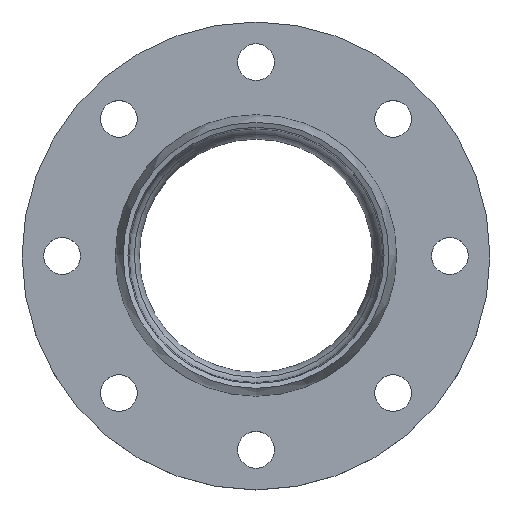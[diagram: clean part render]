
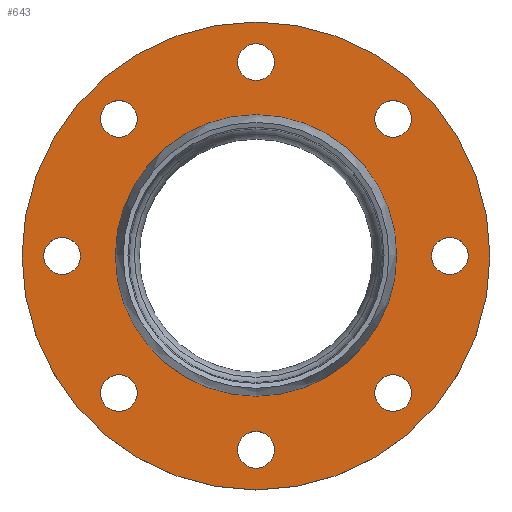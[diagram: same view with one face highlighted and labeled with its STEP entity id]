
A CAD part, top view. The second image highlights one B-rep face of the part: STEP entity #643.
In plain terms, the highlighted planar face has unit normal (0, 0, 1).
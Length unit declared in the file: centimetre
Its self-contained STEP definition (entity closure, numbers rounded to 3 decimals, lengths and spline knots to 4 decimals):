
#18=FACE_BOUND('',#181,.T.);
#19=FACE_BOUND('',#182,.T.);
#20=FACE_BOUND('',#183,.T.);
#21=FACE_BOUND('',#184,.T.);
#22=FACE_BOUND('',#185,.T.);
#23=FACE_BOUND('',#186,.T.);
#24=FACE_BOUND('',#187,.T.);
#25=FACE_BOUND('',#188,.T.);
#26=FACE_BOUND('',#189,.T.);
#36=PLANE('',#747);
#145=FACE_OUTER_BOUND('',#180,.T.);
#180=EDGE_LOOP('',(#583));
#181=EDGE_LOOP('',(#584));
#182=EDGE_LOOP('',(#585));
#183=EDGE_LOOP('',(#586));
#184=EDGE_LOOP('',(#587));
#185=EDGE_LOOP('',(#588));
#186=EDGE_LOOP('',(#589));
#187=EDGE_LOOP('',(#590));
#188=EDGE_LOOP('',(#591));
#189=EDGE_LOOP('',(#592));
#252=CIRCLE('',#721,5.5);
#254=CIRCLE('',#724,5.5);
#256=CIRCLE('',#727,5.5);
#258=CIRCLE('',#730,5.5);
#260=CIRCLE('',#733,5.5);
#262=CIRCLE('',#736,5.5);
#264=CIRCLE('',#739,5.5);
#266=CIRCLE('',#742,5.5);
#268=CIRCLE('',#745,70.);
#270=CIRCLE('',#748,38.7);
#311=VERTEX_POINT('',#1215);
#313=VERTEX_POINT('',#1221);
#315=VERTEX_POINT('',#1227);
#317=VERTEX_POINT('',#1233);
#319=VERTEX_POINT('',#1239);
#321=VERTEX_POINT('',#1245);
#323=VERTEX_POINT('',#1251);
#325=VERTEX_POINT('',#1257);
#327=VERTEX_POINT('',#1263);
#329=VERTEX_POINT('',#1269);
#393=EDGE_CURVE('',#311,#311,#252,.T.);
#396=EDGE_CURVE('',#313,#313,#254,.T.);
#399=EDGE_CURVE('',#315,#315,#256,.T.);
#402=EDGE_CURVE('',#317,#317,#258,.T.);
#405=EDGE_CURVE('',#319,#319,#260,.T.);
#408=EDGE_CURVE('',#321,#321,#262,.T.);
#411=EDGE_CURVE('',#323,#323,#264,.T.);
#414=EDGE_CURVE('',#325,#325,#266,.T.);
#417=EDGE_CURVE('',#327,#327,#268,.T.);
#420=EDGE_CURVE('',#329,#329,#270,.T.);
#583=ORIENTED_EDGE('',*,*,#417,.T.);
#584=ORIENTED_EDGE('',*,*,#393,.T.);
#585=ORIENTED_EDGE('',*,*,#396,.T.);
#586=ORIENTED_EDGE('',*,*,#399,.T.);
#587=ORIENTED_EDGE('',*,*,#402,.T.);
#588=ORIENTED_EDGE('',*,*,#405,.T.);
#589=ORIENTED_EDGE('',*,*,#408,.T.);
#590=ORIENTED_EDGE('',*,*,#411,.T.);
#591=ORIENTED_EDGE('',*,*,#414,.T.);
#592=ORIENTED_EDGE('',*,*,#420,.F.);
#643=ADVANCED_FACE('',(#145,#18,#19,#20,#21,#22,#23,#24,#25,#26),#36,.T.);
#721=AXIS2_PLACEMENT_3D('',#1216,#910,#911);
#724=AXIS2_PLACEMENT_3D('',#1222,#917,#918);
#727=AXIS2_PLACEMENT_3D('',#1228,#924,#925);
#730=AXIS2_PLACEMENT_3D('',#1234,#931,#932);
#733=AXIS2_PLACEMENT_3D('',#1240,#938,#939);
#736=AXIS2_PLACEMENT_3D('',#1246,#945,#946);
#739=AXIS2_PLACEMENT_3D('',#1252,#952,#953);
#742=AXIS2_PLACEMENT_3D('',#1258,#959,#960);
#745=AXIS2_PLACEMENT_3D('',#1264,#966,#967);
#747=AXIS2_PLACEMENT_3D('',#1268,#971,#972);
#748=AXIS2_PLACEMENT_3D('',#1270,#973,#974);
#910=DIRECTION('center_axis',(0.,0.,
-1.));
#911=DIRECTION('ref_axis',(0.,-1.,0.));
#917=DIRECTION('center_axis',(0.,0.,
-1.));
#918=DIRECTION('ref_axis',(1.,0.,0.));
#924=DIRECTION('center_axis',(0.,0.,
-1.));
#925=DIRECTION('ref_axis',(-1.,0.,0.));
#931=DIRECTION('center_axis',(0.,0.,
-1.));
#932=DIRECTION('ref_axis',(0.,1.,0.));
#938=DIRECTION('center_axis',(0.,0.,
-1.));
#939=DIRECTION('ref_axis',(-0.707,0.707,0.));
#945=DIRECTION('center_axis',(0.,0.,
-1.));
#946=DIRECTION('ref_axis',(0.707,0.707,0.));
#952=DIRECTION('center_axis',(0.,0.,
-1.));
#953=DIRECTION('ref_axis',(0.707,-0.707,0.));
#959=DIRECTION('center_axis',(0.,0.,
-1.));
#960=DIRECTION('ref_axis',(-0.707,-0.707,0.));
#966=DIRECTION('center_axis',(0.,0.,1.));
#967=DIRECTION('ref_axis',(1.,0.,0.));
#971=DIRECTION('center_axis',(0.,0.,1.));
#972=DIRECTION('ref_axis',(0.,-1.,0.));
#973=DIRECTION('center_axis',(0.,0.,1.));
#974=DIRECTION('ref_axis',(1.,0.,0.));
#1215=CARTESIAN_POINT('',(193.4102,218.7158,-43.5));
#1216=CARTESIAN_POINT('Origin',(193.4102,213.2158,-43.5));
#1221=CARTESIAN_POINT('',(129.9102,155.2158,-43.5));
#1222=CARTESIAN_POINT('Origin',(135.4102,155.2158,-43.5));
#1227=CARTESIAN_POINT('',(256.9102,155.2158,-43.5));
#1228=CARTESIAN_POINT('Origin',(251.4102,155.2158,-43.5));
#1233=CARTESIAN_POINT('',(193.4102,91.7158,-43.5));
#1234=CARTESIAN_POINT('Origin',(193.4102,97.2158,-43.5));
#1239=CARTESIAN_POINT('',(238.3114,110.3145,-43.5));
#1240=CARTESIAN_POINT('Origin',(234.4224,114.2036,-43.5));
#1245=CARTESIAN_POINT('',(148.5089,110.3145,-43.5));
#1246=CARTESIAN_POINT('Origin',(152.398,114.2036,-43.5));
#1251=CARTESIAN_POINT('',(148.5089,200.1171,-43.5));
#1252=CARTESIAN_POINT('Origin',(152.398,196.228,-43.5));
#1257=CARTESIAN_POINT('',(238.3114,200.1171,-43.5));
#1258=CARTESIAN_POINT('Origin',(234.4224,196.228,-43.5));
#1263=CARTESIAN_POINT('',(123.4102,155.2158,-43.5));
#1264=CARTESIAN_POINT('Origin',(193.4102,155.2158,-43.5));
#1268=CARTESIAN_POINT('Origin',(247.7602,155.2158,-43.5));
#1269=CARTESIAN_POINT('',(154.7102,155.2158,-43.5));
#1270=CARTESIAN_POINT('Origin',(193.4102,155.2158,-43.5));
